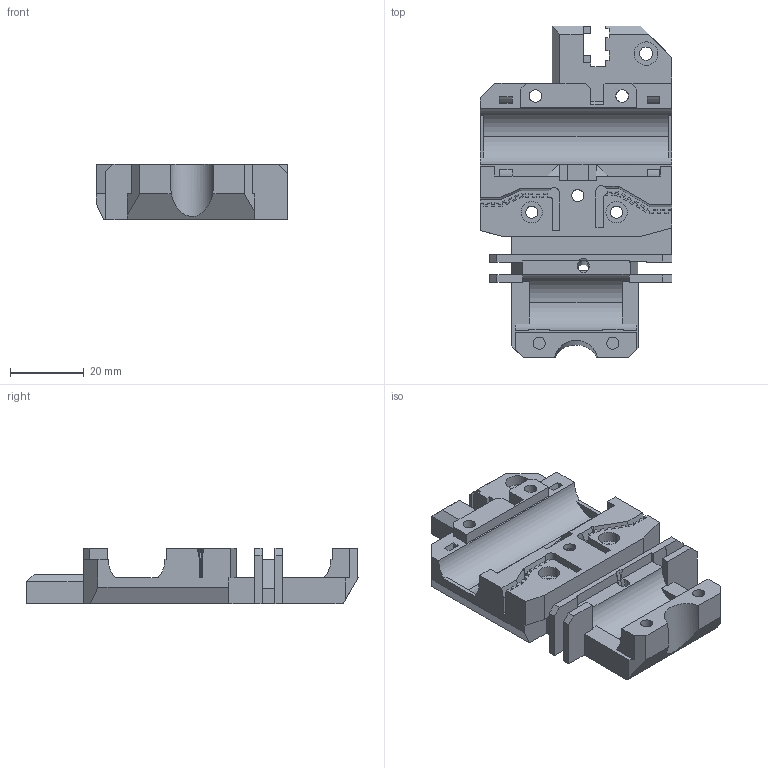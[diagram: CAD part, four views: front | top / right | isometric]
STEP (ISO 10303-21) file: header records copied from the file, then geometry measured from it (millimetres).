
FILE_DESCRIPTION (( 'STEP AP214' ), '1' );
FILE_NAME ('x-carriage(R2).STEP', '2018-02-12T20:20:13', ( '' ), ( '' ), 'SwSTEP 2.0', 'SolidWorks 2017', '' );
FILE_SCHEMA (( 'AUTOMOTIVE_DESIGN' ));
Length unit declared in the file: millimetre
Products named in the file (1): x-carriage(R2)
Bounding box: 52 x 90 x 15 mm (x, y, z)
Volume: 34250.2 mm3; surface area: 17252.7 mm2
Topology: 4 solids, 4 shells, 510 faces, 1471 edges, 971 vertices
Faces by surface type: plane 432, cylinder 56, bspline 16, cone 6
Entity records: 22706 total; most frequent: CARTESIAN_POINT 3987, ORIENTED_EDGE 2942, DIRECTION 2551, EDGE_CURVE 1471, VECTOR 1269, LINE 1269, VERTEX_POINT 971, AXIS2_PLACEMENT_3D 641
